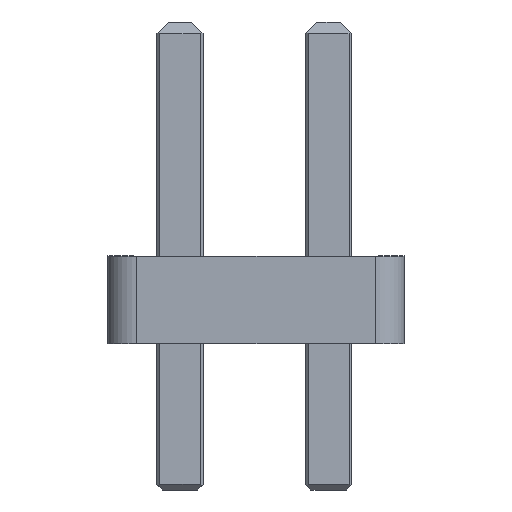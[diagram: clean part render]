
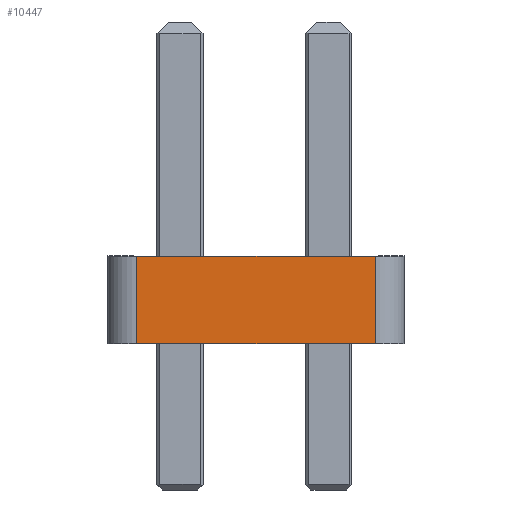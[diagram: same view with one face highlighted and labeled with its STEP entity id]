
A CAD part, left-side view. The second image highlights one B-rep face of the part: STEP entity #10447.
In plain terms, the highlighted planar face has unit normal (-1, 0, 0).
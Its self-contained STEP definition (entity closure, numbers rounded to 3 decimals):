
#745=FACE_OUTER_BOUND('',#1317,.T.);
#1317=EDGE_LOOP('',(#9191,#9192,#9193,#9194));
#2618=LINE('',#16616,#3982);
#2619=LINE('',#16621,#3983);
#2620=LINE('',#16624,#3984);
#2621=LINE('',#16625,#3985);
#3982=VECTOR('',#13653,10.);
#3983=VECTOR('',#13660,10.);
#3984=VECTOR('',#13663,10.);
#3985=VECTOR('',#13664,10.);
#4984=VERTEX_POINT('',#16613);
#4985=VERTEX_POINT('',#16615);
#4986=VERTEX_POINT('',#16619);
#4987=VERTEX_POINT('',#16623);
#6398=EDGE_CURVE('',#4985,#4984,#2618,.T.);
#6401=EDGE_CURVE('',#4985,#4986,#2619,.T.);
#6402=EDGE_CURVE('',#4987,#4984,#2620,.T.);
#6403=EDGE_CURVE('',#4986,#4987,#2621,.T.);
#9191=ORIENTED_EDGE('',*,*,#6401,.F.);
#9192=ORIENTED_EDGE('',*,*,#6398,.T.);
#9193=ORIENTED_EDGE('',*,*,#6402,.F.);
#9194=ORIENTED_EDGE('',*,*,#6403,.F.);
#9888=PLANE('',#11141);
#10447=ADVANCED_FACE('',(#745),#9888,.T.);
#11141=AXIS2_PLACEMENT_3D('',#16622,#13661,#13662);
#13653=DIRECTION('',(0.,-1.,0.));
#13660=DIRECTION('',(0.,0.,1.));
#13661=DIRECTION('center_axis',(-1.,0.,0.));
#13662=DIRECTION('ref_axis',(0.,0.,1.));
#13663=DIRECTION('',(0.,0.,-1.));
#13664=DIRECTION('',(0.,-1.,0.));
#16613=CARTESIAN_POINT('',(-13.97,-2.04,0.));
#16615=CARTESIAN_POINT('',(-13.97,2.04,0.));
#16616=CARTESIAN_POINT('',(-13.97,2.04,0.));
#16619=CARTESIAN_POINT('',(-13.97,2.04,1.5));
#16621=CARTESIAN_POINT('',(-13.97,2.04,0.));
#16622=CARTESIAN_POINT('Origin',(-13.97,0.,-0.01));
#16623=CARTESIAN_POINT('',(-13.97,-2.04,1.5));
#16624=CARTESIAN_POINT('',(-13.97,-2.04,1.5));
#16625=CARTESIAN_POINT('',(-13.97,2.04,1.5));
